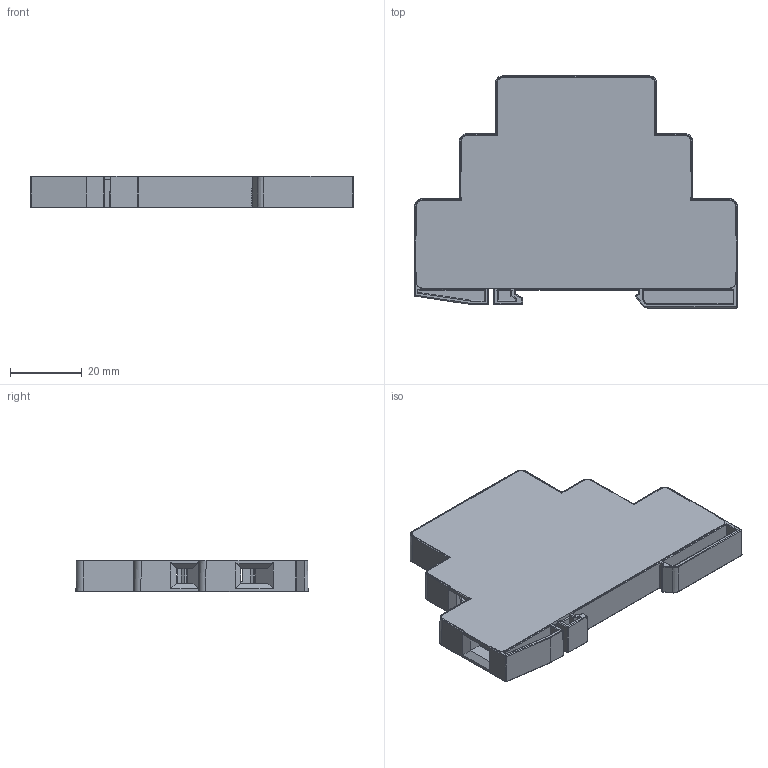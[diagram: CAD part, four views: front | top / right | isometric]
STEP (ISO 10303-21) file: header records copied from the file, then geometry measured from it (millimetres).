
FILE_DESCRIPTION((''),'2;1');
FILE_NAME('002464161_3DFILE_ASM','2024-08-12T13:39:32',('klemen.sitar'),('Audax d.o.o.'),'CREO PARAMETRIC BY PTC INC, 2021304','CREO PARAMETRIC BY PTC INC, 2021304','');
FILE_SCHEMA(('AP242_MANAGED_MODEL_BASED_3D_ENGINEERING_MIM_LF { 1 0 10303 442 1 1 4 }'));
Length unit declared in the file: millimetre
Products named in the file (4): 37425512_45; 37425515_22; TYPE_1___FI-5_25MM; 002464161_3DFILE_ASM
Assembly tree (6 placements, depth 2):
  002464161_3DFILE_ASM
    37425512_45
    37425515_22
    TYPE_1___FI-5_25MM  x4
Bounding box: 90 x 64.7 x 8.8 mm (x, y, z)
Volume: 14668 mm3; surface area: 28436.4 mm2
Topology: 6 solids, 6 shells, 1096 faces, 3055 edges, 1987 vertices
Faces by surface type: plane 707, cylinder 233, cone 86, bspline 27, torus 23, sphere 20
Entity records: 50068 total; most frequent: CARTESIAN_POINT 10037, ORIENTED_EDGE 5350, DIRECTION 4962, PRESENTATION_STYLE_ASSIGNMENT 3607, STYLED_ITEM 3607, CURVE_STYLE 2680, EDGE_CURVE 2675, VECTOR 2036
